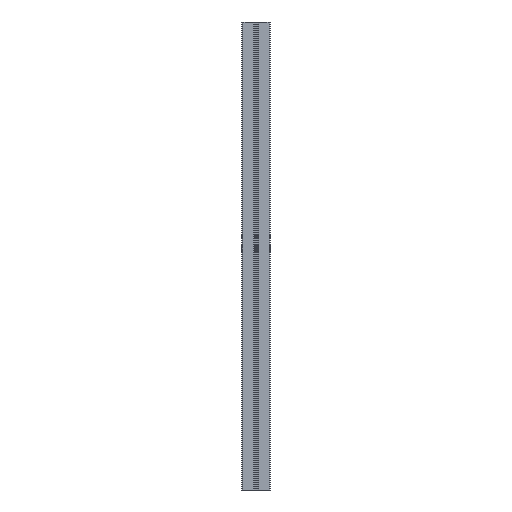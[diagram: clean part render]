
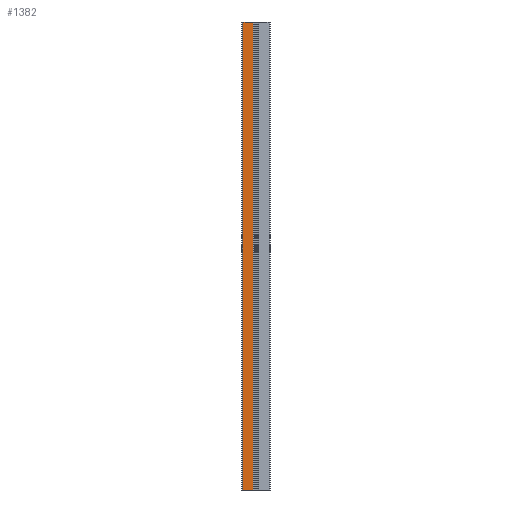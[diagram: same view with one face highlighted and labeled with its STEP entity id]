
A CAD part, front view. The second image highlights one B-rep face of the part: STEP entity #1382.
In plain terms, the highlighted planar face has unit normal (0, -1, 0).
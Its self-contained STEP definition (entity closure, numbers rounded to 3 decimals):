
#11 = VERTEX_POINT ( 'NONE', #2420 ) ;
#318 = CARTESIAN_POINT ( 'NONE',  ( -5.4, -20., 0. ) ) ;
#398 = VERTEX_POINT ( 'NONE', #6650 ) ;
#464 = VERTEX_POINT ( 'NONE', #318 ) ;
#574 = DIRECTION ( 'NONE',  ( 1., 0., 0. ) ) ;
#692 = VECTOR ( 'NONE', #1119, 1000. ) ;
#1119 = DIRECTION ( 'NONE',  ( 0., 0., -1. ) ) ;
#1126 = VERTEX_POINT ( 'NONE', #5250 ) ;
#1382 = ADVANCED_FACE ( 'NONE', ( #3262 ), #2025, .F. ) ;
#1453 = DIRECTION ( 'NONE',  ( -1., 0., 0. ) ) ;
#1536 = ORIENTED_EDGE ( 'NONE', *, *, #2991, .T. ) ;
#1625 = ORIENTED_EDGE ( 'NONE', *, *, #6258, .F. ) ;
#1673 = ORIENTED_EDGE ( 'NONE', *, *, #4242, .F. ) ;
#1674 = EDGE_CURVE ( 'NONE', #1126, #398, #3571, .T. ) ;
#1835 = VECTOR ( 'NONE', #4349, 1000. ) ;
#1988 = CARTESIAN_POINT ( 'NONE',  ( 0., -20., 1000. ) ) ;
#2025 = PLANE ( 'NONE',  #4983 ) ;
#2420 = CARTESIAN_POINT ( 'NONE',  ( -5.4, -20., 1000. ) ) ;
#2991 = EDGE_CURVE ( 'NONE', #398, #464, #5254, .T. ) ;
#3064 = ORIENTED_EDGE ( 'NONE', *, *, #1674, .T. ) ;
#3136 = EDGE_LOOP ( 'NONE', ( #1536, #1673, #1625, #3064 ) ) ;
#3262 = FACE_OUTER_BOUND ( 'NONE', #3136, .T. ) ;
#3432 = LINE ( 'NONE', #6948, #692 ) ;
#3571 = LINE ( 'NONE', #5433, #5107 ) ;
#3846 = LINE ( 'NONE', #1988, #1835 ) ;
#4242 = EDGE_CURVE ( 'NONE', #11, #464, #3432, .T. ) ;
#4349 = DIRECTION ( 'NONE',  ( 1., 0., 0. ) ) ;
#4390 = CARTESIAN_POINT ( 'NONE',  ( 0., -20., 1000. ) ) ;
#4590 = CARTESIAN_POINT ( 'NONE',  ( 0., -20., 0. ) ) ;
#4983 = AXIS2_PLACEMENT_3D ( 'NONE', #4390, #6860, #1453 ) ;
#5107 = VECTOR ( 'NONE', #6661, 1000. ) ;
#5250 = CARTESIAN_POINT ( 'NONE',  ( -28., -20., 1000. ) ) ;
#5254 = LINE ( 'NONE', #4590, #6849 ) ;
#5433 = CARTESIAN_POINT ( 'NONE',  ( -28., -20., 1000. ) ) ;
#6258 = EDGE_CURVE ( 'NONE', #1126, #11, #3846, .T. ) ;
#6650 = CARTESIAN_POINT ( 'NONE',  ( -28., -20., 0. ) ) ;
#6661 = DIRECTION ( 'NONE',  ( 0., 0., -1. ) ) ;
#6849 = VECTOR ( 'NONE', #574, 1000. ) ;
#6860 = DIRECTION ( 'NONE',  ( 0., 1., 0. ) ) ;
#6948 = CARTESIAN_POINT ( 'NONE',  ( -5.4, -20., 1000. ) ) ;
